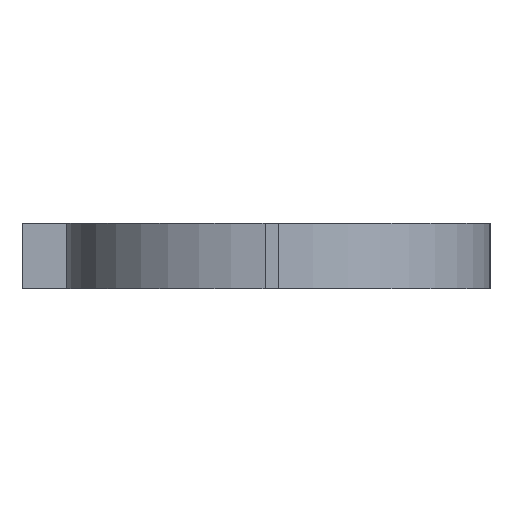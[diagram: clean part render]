
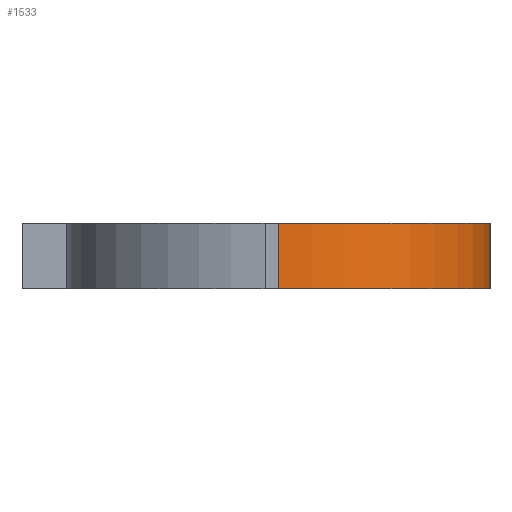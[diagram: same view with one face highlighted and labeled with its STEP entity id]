
A CAD part, left-side view. The second image highlights one B-rep face of the part: STEP entity #1533.
In plain terms, the highlighted cylindrical face has radius 48.5 mm (diameter 97 mm), a partial arc.
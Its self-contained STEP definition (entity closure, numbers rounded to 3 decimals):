
#402 = PLANE('',#403);
#403 = AXIS2_PLACEMENT_3D('',#404,#405,#406);
#404 = CARTESIAN_POINT('',(46.,-15.,0.));
#405 = DIRECTION('',(0.,1.,0.));
#406 = DIRECTION('',(0.,0.,1.));
#833 = VERTEX_POINT('',#834);
#834 = CARTESIAN_POINT('',(46.122,-15.,0.));
#860 = EDGE_CURVE('',#833,#861,#863,.T.);
#861 = VERTEX_POINT('',#862);
#862 = CARTESIAN_POINT('',(46.122,-15.,15.));
#863 = SURFACE_CURVE('',#864,(#868,#874),.PCURVE_S1.);
#864 = LINE('',#865,#866);
#865 = CARTESIAN_POINT('',(46.122,-15.,0.));
#866 = VECTOR('',#867,1.);
#867 = DIRECTION('',(0.,0.,1.));
#868 = PCURVE('',#402,#869);
#869 = DEFINITIONAL_REPRESENTATION('',(#870),#873);
#870 = B_SPLINE_CURVE_WITH_KNOTS('',1,(#871,#872),.UNSPECIFIED.,.F.,.F.,
  (2,2),(0.,15.),.PIECEWISE_BEZIER_KNOTS.);
#871 = CARTESIAN_POINT('',(0.,0.122));
#872 = CARTESIAN_POINT('',(15.,0.122));
#873 = ( GEOMETRIC_REPRESENTATION_CONTEXT(2) 
PARAMETRIC_REPRESENTATION_CONTEXT() REPRESENTATION_CONTEXT('2D SPACE',''
  ) );
#874 = PCURVE('',#875,#880);
#875 = CYLINDRICAL_SURFACE('',#876,48.5);
#876 = AXIS2_PLACEMENT_3D('',#877,#878,#879);
#877 = CARTESIAN_POINT('',(0.,0.,0.));
#878 = DIRECTION('',(0.,0.,1.));
#879 = DIRECTION('',(1.,0.,0.));
#880 = DEFINITIONAL_REPRESENTATION('',(#881),#884);
#881 = B_SPLINE_CURVE_WITH_KNOTS('',1,(#882,#883),.UNSPECIFIED.,.F.,.F.,
  (2,2),(0.,15.),.PIECEWISE_BEZIER_KNOTS.);
#882 = CARTESIAN_POINT('',(5.969,0.));
#883 = CARTESIAN_POINT('',(5.969,15.));
#884 = ( GEOMETRIC_REPRESENTATION_CONTEXT(2) 
PARAMETRIC_REPRESENTATION_CONTEXT() REPRESENTATION_CONTEXT('2D SPACE',''
  ) );
#1533 = ADVANCED_FACE('',(#1534),#875,.T.);
#1534 = FACE_BOUND('',#1535,.T.);
#1535 = EDGE_LOOP('',(#1536,#1565,#1591,#1618));
#1536 = ORIENTED_EDGE('',*,*,#1537,.F.);
#1537 = EDGE_CURVE('',#1538,#861,#1540,.T.);
#1538 = VERTEX_POINT('',#1539);
#1539 = CARTESIAN_POINT('',(-48.5,0.,15.));
#1540 = SURFACE_CURVE('',#1541,(#1546,#1553),.PCURVE_S1.);
#1541 = CIRCLE('',#1542,48.5);
#1542 = AXIS2_PLACEMENT_3D('',#1543,#1544,#1545);
#1543 = CARTESIAN_POINT('',(0.,0.,15.));
#1544 = DIRECTION('',(0.,0.,1.));
#1545 = DIRECTION('',(1.,0.,0.));
#1546 = PCURVE('',#875,#1547);
#1547 = DEFINITIONAL_REPRESENTATION('',(#1548),#1552);
#1548 = LINE('',#1549,#1550);
#1549 = CARTESIAN_POINT('',(0.,15.));
#1550 = VECTOR('',#1551,1.);
#1551 = DIRECTION('',(1.,0.));
#1552 = ( GEOMETRIC_REPRESENTATION_CONTEXT(2) 
PARAMETRIC_REPRESENTATION_CONTEXT() REPRESENTATION_CONTEXT('2D SPACE',''
  ) );
#1553 = PCURVE('',#1554,#1559);
#1554 = PLANE('',#1555);
#1555 = AXIS2_PLACEMENT_3D('',#1556,#1557,#1558);
#1556 = CARTESIAN_POINT('',(0.,0.,15.));
#1557 = DIRECTION('',(0.,0.,1.));
#1558 = DIRECTION('',(1.,0.,0.));
#1559 = DEFINITIONAL_REPRESENTATION('',(#1560),#1564);
#1560 = CIRCLE('',#1561,48.5);
#1561 = AXIS2_PLACEMENT_2D('',#1562,#1563);
#1562 = CARTESIAN_POINT('',(0.,0.));
#1563 = DIRECTION('',(1.,0.));
#1564 = ( GEOMETRIC_REPRESENTATION_CONTEXT(2) 
PARAMETRIC_REPRESENTATION_CONTEXT() REPRESENTATION_CONTEXT('2D SPACE',''
  ) );
#1565 = ORIENTED_EDGE('',*,*,#1566,.F.);
#1566 = EDGE_CURVE('',#1567,#1538,#1569,.T.);
#1567 = VERTEX_POINT('',#1568);
#1568 = CARTESIAN_POINT('',(-48.5,0.,0.));
#1569 = SURFACE_CURVE('',#1570,(#1574,#1580),.PCURVE_S1.);
#1570 = LINE('',#1571,#1572);
#1571 = CARTESIAN_POINT('',(-48.5,0.,0.));
#1572 = VECTOR('',#1573,1.);
#1573 = DIRECTION('',(0.,0.,1.));
#1574 = PCURVE('',#875,#1575);
#1575 = DEFINITIONAL_REPRESENTATION('',(#1576),#1579);
#1576 = B_SPLINE_CURVE_WITH_KNOTS('',1,(#1577,#1578),.UNSPECIFIED.,.F.,
  .F.,(2,2),(0.,15.),.PIECEWISE_BEZIER_KNOTS.);
#1577 = CARTESIAN_POINT('',(3.142,0.));
#1578 = CARTESIAN_POINT('',(3.142,15.));
#1579 = ( GEOMETRIC_REPRESENTATION_CONTEXT(2) 
PARAMETRIC_REPRESENTATION_CONTEXT() REPRESENTATION_CONTEXT('2D SPACE',''
  ) );
#1580 = PCURVE('',#1581,#1586);
#1581 = PLANE('',#1582);
#1582 = AXIS2_PLACEMENT_3D('',#1583,#1584,#1585);
#1583 = CARTESIAN_POINT('',(-63.5,0.,0.));
#1584 = DIRECTION('',(0.,1.,0.));
#1585 = DIRECTION('',(0.,0.,1.));
#1586 = DEFINITIONAL_REPRESENTATION('',(#1587),#1590);
#1587 = B_SPLINE_CURVE_WITH_KNOTS('',1,(#1588,#1589),.UNSPECIFIED.,.F.,
  .F.,(2,2),(0.,15.),.PIECEWISE_BEZIER_KNOTS.);
#1588 = CARTESIAN_POINT('',(0.,15.));
#1589 = CARTESIAN_POINT('',(15.,15.));
#1590 = ( GEOMETRIC_REPRESENTATION_CONTEXT(2) 
PARAMETRIC_REPRESENTATION_CONTEXT() REPRESENTATION_CONTEXT('2D SPACE',''
  ) );
#1591 = ORIENTED_EDGE('',*,*,#1592,.T.);
#1592 = EDGE_CURVE('',#1567,#833,#1593,.T.);
#1593 = SURFACE_CURVE('',#1594,(#1599,#1606),.PCURVE_S1.);
#1594 = CIRCLE('',#1595,48.5);
#1595 = AXIS2_PLACEMENT_3D('',#1596,#1597,#1598);
#1596 = CARTESIAN_POINT('',(0.,0.,0.));
#1597 = DIRECTION('',(0.,0.,1.));
#1598 = DIRECTION('',(1.,0.,0.));
#1599 = PCURVE('',#875,#1600);
#1600 = DEFINITIONAL_REPRESENTATION('',(#1601),#1605);
#1601 = LINE('',#1602,#1603);
#1602 = CARTESIAN_POINT('',(0.,0.));
#1603 = VECTOR('',#1604,1.);
#1604 = DIRECTION('',(1.,0.));
#1605 = ( GEOMETRIC_REPRESENTATION_CONTEXT(2) 
PARAMETRIC_REPRESENTATION_CONTEXT() REPRESENTATION_CONTEXT('2D SPACE',''
  ) );
#1606 = PCURVE('',#1607,#1612);
#1607 = PLANE('',#1608);
#1608 = AXIS2_PLACEMENT_3D('',#1609,#1610,#1611);
#1609 = CARTESIAN_POINT('',(0.,0.,0.));
#1610 = DIRECTION('',(0.,0.,1.));
#1611 = DIRECTION('',(1.,0.,0.));
#1612 = DEFINITIONAL_REPRESENTATION('',(#1613),#1617);
#1613 = CIRCLE('',#1614,48.5);
#1614 = AXIS2_PLACEMENT_2D('',#1615,#1616);
#1615 = CARTESIAN_POINT('',(0.,0.));
#1616 = DIRECTION('',(1.,0.));
#1617 = ( GEOMETRIC_REPRESENTATION_CONTEXT(2) 
PARAMETRIC_REPRESENTATION_CONTEXT() REPRESENTATION_CONTEXT('2D SPACE',''
  ) );
#1618 = ORIENTED_EDGE('',*,*,#860,.T.);
